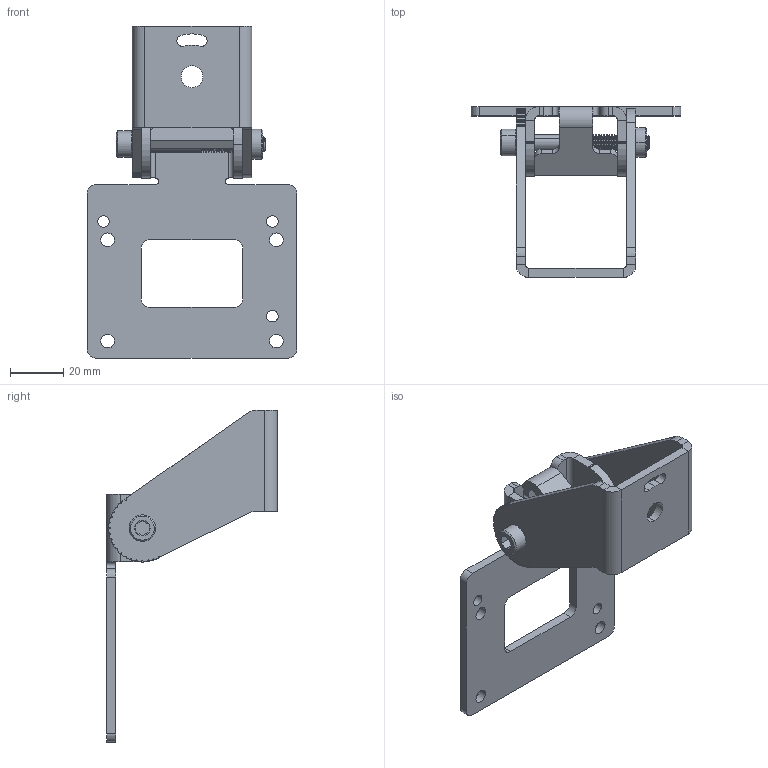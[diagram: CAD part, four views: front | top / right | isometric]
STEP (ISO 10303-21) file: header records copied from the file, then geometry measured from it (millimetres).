
FILE_DESCRIPTION (( 'STEP AP203' ), '1' );
FILE_NAME ('PTU-BG.STEP', '2021-11-22T13:08:23', ( '' ), ( '' ), 'SwSTEP 2.0', 'SolidWorks 2021', '' );
FILE_SCHEMA (( 'CONFIG_CONTROL_DESIGN' ));
Length unit declared in the file: inch
Products named in the file (6): 91292A144_91292A144; 200300_BOM; 201040; 200301; SP-M6-2; PTU-BG
Assembly tree (5 placements, depth 3):
  PTU-BG
    200300_BOM
      200301
      SP-M6-2
    201040
    91292A144_91292A144
Bounding box: 78.74 x 64.3 x 124.87 mm (x, y, z)
Volume: 41789.1 mm3; surface area: 29620 mm2
Topology: 4 solids, 4 shells, 445 faces, 1216 edges, 790 vertices
Faces by surface type: cylinder 255, plane 163, cone 24, bspline 3
Entity records: 18821 total; most frequent: CARTESIAN_POINT 6776, DIRECTION 2444, ORIENTED_EDGE 2432, EDGE_CURVE 1216, AXIS2_PLACEMENT_3D 891, VERTEX_POINT 790, VECTOR 662, LINE 662
